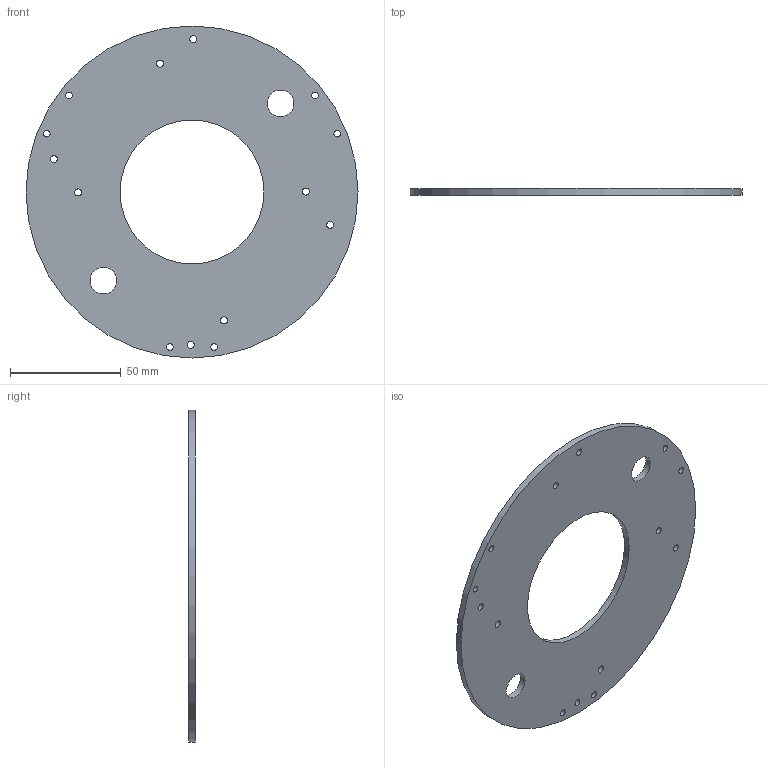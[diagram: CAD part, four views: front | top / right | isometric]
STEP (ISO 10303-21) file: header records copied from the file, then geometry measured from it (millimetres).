
FILE_DESCRIPTION(/* description */ (''),/* implementation_level */ '2;1');
FILE_NAME(/* name */ 'part03.step',/* time_stamp */ '2018-01-18T13:53:26+09:00',/* author */ (''),/* organization */ (''),/* preprocessor_version */ 'ST-DEVELOPER v16.13',/* originating_system */ 'Autodesk Translation Framework v6.5.0.72',/* authorisation */ '');
FILE_SCHEMA (('AUTOMOTIVE_DESIGN { 1 0 10303 214 3 1 1 }'));
Length unit declared in the file: millimetre
Products named in the file (1): Fusion コンポーネント
Bounding box: 150 x 3 x 150 mm (x, y, z)
Volume: 42060.6 mm3; surface area: 30703.9 mm2
Topology: 1 solids, 1 shells, 20 faces, 60 edges, 42 vertices
Faces by surface type: cylinder 18, plane 2
Full cylindrical faces by diameter (mm): 3 x6, 3.2 x8, 12 x2, 65 x1, 150 x1
Entity records: 822 total; most frequent: DIRECTION 144, CARTESIAN_POINT 123, ORIENTED_EDGE 120, AXIS2_PLACEMENT_3D 63, EDGE_CURVE 60, EDGE_LOOP 54, CIRCLE 42, VERTEX_POINT 42
